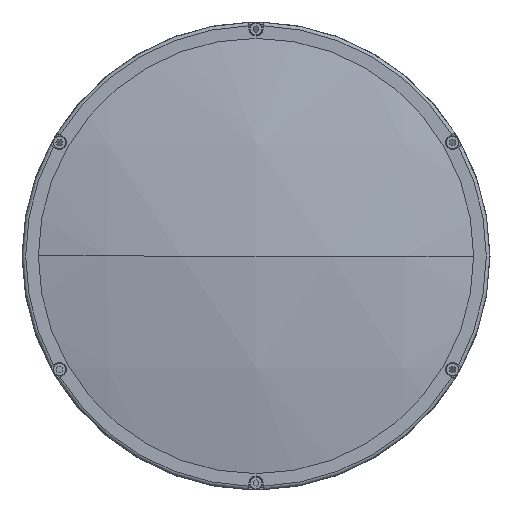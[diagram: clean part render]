
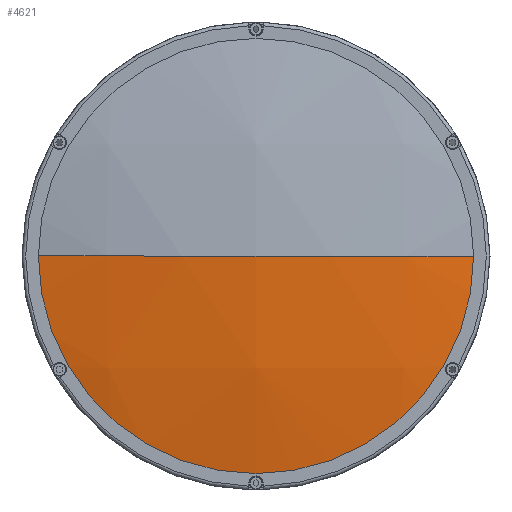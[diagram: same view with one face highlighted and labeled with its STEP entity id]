
A CAD part, left-side view. The second image highlights one B-rep face of the part: STEP entity #4621.
In plain terms, the highlighted spherical face has radius 434.72 mm.
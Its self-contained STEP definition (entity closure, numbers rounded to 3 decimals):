
#114 = EDGE_LOOP ( 'NONE', ( #6775, #2902, #2795 ) ) ;
#127 = AXIS2_PLACEMENT_3D ( 'NONE', #2804, #5033, #4560 ) ;
#321 = VERTEX_POINT ( 'NONE', #2904 ) ;
#763 = CARTESIAN_POINT ( 'NONE',  ( 12.62, 0., 0. ) ) ;
#1277 = SPHERICAL_SURFACE ( 'NONE', #4492, 434.72 ) ;
#1453 = AXIS2_PLACEMENT_3D ( 'NONE', #763, #2519, #5245 ) ;
#1917 = AXIS2_PLACEMENT_3D ( 'NONE', #4619, #4575, #5745 ) ;
#2259 = EDGE_CURVE ( 'NONE', #321, #5639, #2471, .T. ) ;
#2418 = DIRECTION ( 'NONE',  ( 0., 0., -1. ) ) ;
#2471 = CIRCLE ( 'NONE', #127, 434.72 ) ;
#2519 = DIRECTION ( 'NONE',  ( 0., 0., -1. ) ) ;
#2795 = ORIENTED_EDGE ( 'NONE', *, *, #2259, .F. ) ;
#2804 = CARTESIAN_POINT ( 'NONE',  ( 12.62, 0., 0. ) ) ;
#2902 = ORIENTED_EDGE ( 'NONE', *, *, #4829, .T. ) ;
#2904 = CARTESIAN_POINT ( 'NONE',  ( -411.593, 95., 0. ) ) ;
#3511 = FACE_OUTER_BOUND ( 'NONE', #114, .T. ) ;
#3896 = CIRCLE ( 'NONE', #1453, 434.72 ) ;
#4492 = AXIS2_PLACEMENT_3D ( 'NONE', #5742, #2418, #4652 ) ;
#4560 = DIRECTION ( 'NONE',  ( 0., -1., 0. ) ) ;
#4575 = DIRECTION ( 'NONE',  ( -1., 0., 0. ) ) ;
#4619 = CARTESIAN_POINT ( 'NONE',  ( -411.593, 0., 0. ) ) ;
#4621 = ADVANCED_FACE ( 'NONE', ( #3511 ), #1277, .T. ) ;
#4652 = DIRECTION ( 'NONE',  ( 0., 1., 0. ) ) ;
#4829 = EDGE_CURVE ( 'NONE', #5576, #5639, #3896, .T. ) ;
#5033 = DIRECTION ( 'NONE',  ( 0., 0., 1. ) ) ;
#5133 = CARTESIAN_POINT ( 'NONE',  ( -422.1, 0., 0. ) ) ;
#5245 = DIRECTION ( 'NONE',  ( 0., 1., 0. ) ) ;
#5545 = CIRCLE ( 'NONE', #1917, 95. ) ;
#5576 = VERTEX_POINT ( 'NONE', #6888 ) ;
#5639 = VERTEX_POINT ( 'NONE', #5133 ) ;
#5742 = CARTESIAN_POINT ( 'NONE',  ( 12.62, 0., 0. ) ) ;
#5745 = DIRECTION ( 'NONE',  ( 0., 0., 1. ) ) ;
#6380 = EDGE_CURVE ( 'NONE', #321, #5576, #5545, .T. ) ;
#6775 = ORIENTED_EDGE ( 'NONE', *, *, #6380, .T. ) ;
#6888 = CARTESIAN_POINT ( 'NONE',  ( -411.593, -95., 0. ) ) ;
